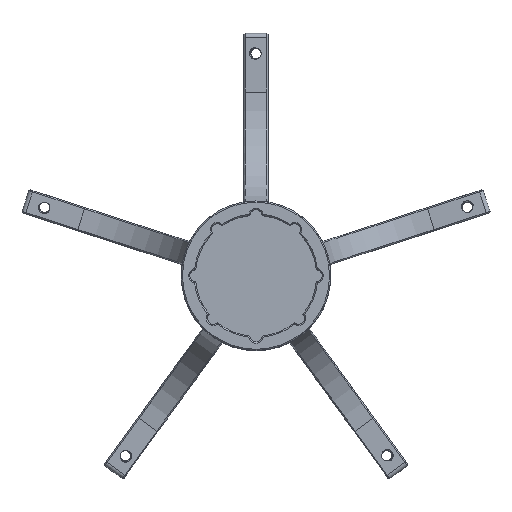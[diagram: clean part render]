
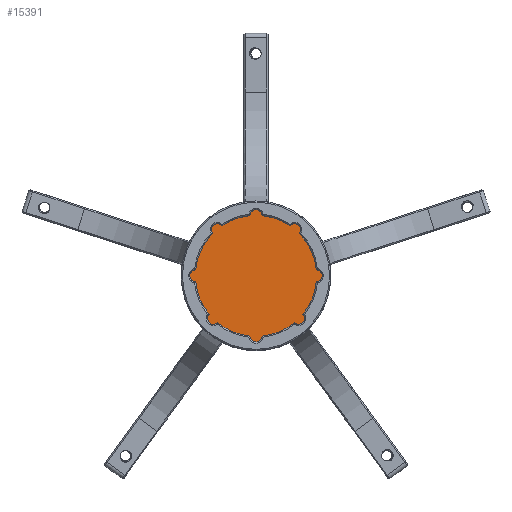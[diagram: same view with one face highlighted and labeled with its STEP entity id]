
A CAD part, top view. The second image highlights one B-rep face of the part: STEP entity #15391.
In plain terms, the highlighted planar face has unit normal (0, 0, 1).
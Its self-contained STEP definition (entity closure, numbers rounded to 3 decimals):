
#9676 = VERTEX_POINT('',#9677);
#9677 = CARTESIAN_POINT('',(21.484,20.939,0.));
#9683 = EDGE_CURVE('',#9684,#9676,#9686,.T.);
#9684 = VERTEX_POINT('',#9685);
#9685 = CARTESIAN_POINT('',(29.85,2.998,0.));
#9686 = CIRCLE('',#9687,30.);
#9687 = AXIS2_PLACEMENT_3D('',#9688,#9689,#9690);
#9688 = CARTESIAN_POINT('',(0.,0.,0.));
#9689 = DIRECTION('',(0.,0.,1.));
#9690 = DIRECTION('',(1.,0.,0.));
#9710 = VERTEX_POINT('',#9711);
#9711 = CARTESIAN_POINT('',(32.75,0.,0.));
#9717 = EDGE_CURVE('',#9710,#9684,#9718,.T.);
#9718 = CIRCLE('',#9719,3.);
#9719 = AXIS2_PLACEMENT_3D('',#9720,#9721,#9722);
#9720 = CARTESIAN_POINT('',(29.75,0.,0.));
#9721 = DIRECTION('',(0.,0.,1.));
#9722 = DIRECTION('',(1.,0.,0.));
#9733 = VERTEX_POINT('',#9734);
#9734 = CARTESIAN_POINT('',(22.123,22.79,0.));
#9742 = EDGE_CURVE('',#9676,#9733,#9743,.T.);
#9743 = CIRCLE('',#9744,3.);
#9744 = AXIS2_PLACEMENT_3D('',#9745,#9746,#9747);
#9745 = CARTESIAN_POINT('',(19.123,22.79,0.));
#9746 = DIRECTION('',(0.,0.,1.));
#9747 = DIRECTION('',(1.,0.,0.));
#9760 = VERTEX_POINT('',#9761);
#9761 = CARTESIAN_POINT('',(29.85,-2.998,0.));
#9767 = EDGE_CURVE('',#9760,#9710,#9768,.T.);
#9768 = CIRCLE('',#9769,3.);
#9769 = AXIS2_PLACEMENT_3D('',#9770,#9771,#9772);
#9770 = CARTESIAN_POINT('',(29.75,0.,0.));
#9771 = DIRECTION('',(0.,0.,1.));
#9772 = DIRECTION('',(1.,0.,0.));
#9783 = VERTEX_POINT('',#9784);
#9784 = CARTESIAN_POINT('',(16.89,24.794,0.));
#9792 = EDGE_CURVE('',#9733,#9783,#9793,.T.);
#9793 = CIRCLE('',#9794,3.);
#9794 = AXIS2_PLACEMENT_3D('',#9795,#9796,#9797);
#9795 = CARTESIAN_POINT('',(19.123,22.79,0.));
#9796 = DIRECTION('',(0.,0.,1.));
#9797 = DIRECTION('',(1.,0.,0.));
#9808 = EDGE_CURVE('',#9809,#9760,#9811,.T.);
#9809 = VERTEX_POINT('',#9810);
#9810 = CARTESIAN_POINT('',(23.227,-18.987,0.));
#9811 = CIRCLE('',#9812,30.);
#9812 = AXIS2_PLACEMENT_3D('',#9813,#9814,#9815);
#9813 = CARTESIAN_POINT('',(0.,0.,0.));
#9814 = DIRECTION('',(0.,0.,1.));
#9815 = DIRECTION('',(1.,0.,0.));
#9833 = VERTEX_POINT('',#9834);
#9834 = CARTESIAN_POINT('',(2.998,29.85,0.));
#9840 = EDGE_CURVE('',#9783,#9833,#9841,.T.);
#9841 = CIRCLE('',#9842,30.);
#9842 = AXIS2_PLACEMENT_3D('',#9843,#9844,#9845);
#9843 = CARTESIAN_POINT('',(0.,0.,0.));
#9844 = DIRECTION('',(0.,0.,1.));
#9845 = DIRECTION('',(1.,0.,0.));
#9860 = VERTEX_POINT('',#9861);
#9861 = CARTESIAN_POINT('',(24.036,-21.036,0.));
#9867 = EDGE_CURVE('',#9860,#9809,#9868,.T.);
#9868 = CIRCLE('',#9869,3.);
#9869 = AXIS2_PLACEMENT_3D('',#9870,#9871,#9872);
#9870 = CARTESIAN_POINT('',(21.036,-21.036,0.));
#9871 = DIRECTION('',(0.,0.,1.));
#9872 = DIRECTION('',(1.,0.,0.));
#9883 = VERTEX_POINT('',#9884);
#9884 = CARTESIAN_POINT('',(-2.998,29.85,0.));
#9892 = EDGE_CURVE('',#9833,#9883,#9893,.T.);
#9893 = CIRCLE('',#9894,3.);
#9894 = AXIS2_PLACEMENT_3D('',#9895,#9896,#9897);
#9895 = CARTESIAN_POINT('',(0.,29.75,0.));
#9896 = DIRECTION('',(0.,0.,1.));
#9897 = DIRECTION('',(1.,0.,0.));
#9910 = VERTEX_POINT('',#9911);
#9911 = CARTESIAN_POINT('',(18.987,-23.227,0.));
#9917 = EDGE_CURVE('',#9910,#9860,#9918,.T.);
#9918 = CIRCLE('',#9919,3.);
#9919 = AXIS2_PLACEMENT_3D('',#9920,#9921,#9922);
#9920 = CARTESIAN_POINT('',(21.036,-21.036,0.));
#9921 = DIRECTION('',(0.,0.,1.));
#9922 = DIRECTION('',(1.,0.,0.));
#9933 = VERTEX_POINT('',#9934);
#9934 = CARTESIAN_POINT('',(-16.89,24.794,0.));
#9940 = EDGE_CURVE('',#9883,#9933,#9941,.T.);
#9941 = CIRCLE('',#9942,30.);
#9942 = AXIS2_PLACEMENT_3D('',#9943,#9944,#9945);
#9943 = CARTESIAN_POINT('',(0.,0.,0.));
#9944 = DIRECTION('',(0.,0.,1.));
#9945 = DIRECTION('',(1.,0.,0.));
#9958 = EDGE_CURVE('',#9959,#9910,#9961,.T.);
#9959 = VERTEX_POINT('',#9960);
#9960 = CARTESIAN_POINT('',(2.998,-29.85,0.));
#9961 = CIRCLE('',#9962,30.);
#9962 = AXIS2_PLACEMENT_3D('',#9963,#9964,#9965);
#9963 = CARTESIAN_POINT('',(0.,0.,0.));
#9964 = DIRECTION('',(0.,0.,1.));
#9965 = DIRECTION('',(1.,0.,0.));
#9983 = VERTEX_POINT('',#9984);
#9984 = CARTESIAN_POINT('',(-21.484,20.939,0.));
#9992 = EDGE_CURVE('',#9933,#9983,#9993,.T.);
#9993 = CIRCLE('',#9994,3.);
#9994 = AXIS2_PLACEMENT_3D('',#9995,#9996,#9997);
#9995 = CARTESIAN_POINT('',(-19.123,22.79,0.));
#9996 = DIRECTION('',(0.,0.,1.));
#9997 = DIRECTION('',(1.,0.,0.));
#10010 = VERTEX_POINT('',#10011);
#10011 = CARTESIAN_POINT('',(-2.998,-29.85,0.));
#10017 = EDGE_CURVE('',#10010,#9959,#10018,.T.);
#10018 = CIRCLE('',#10019,3.);
#10019 = AXIS2_PLACEMENT_3D('',#10020,#10021,#10022);
#10020 = CARTESIAN_POINT('',(0.,-29.75,0.));
#10021 = DIRECTION('',(0.,0.,1.));
#10022 = DIRECTION('',(1.,0.,0.));
#10033 = VERTEX_POINT('',#10034);
#10034 = CARTESIAN_POINT('',(-29.85,2.998,0.));
#10040 = EDGE_CURVE('',#9983,#10033,#10041,.T.);
#10041 = CIRCLE('',#10042,30.);
#10042 = AXIS2_PLACEMENT_3D('',#10043,#10044,#10045);
#10043 = CARTESIAN_POINT('',(0.,0.,0.));
#10044 = DIRECTION('',(0.,0.,1.));
#10045 = DIRECTION('',(1.,0.,0.));
#10058 = EDGE_CURVE('',#10059,#10010,#10061,.T.);
#10059 = VERTEX_POINT('',#10060);
#10060 = CARTESIAN_POINT('',(-18.987,-23.227,0.));
#10061 = CIRCLE('',#10062,30.);
#10062 = AXIS2_PLACEMENT_3D('',#10063,#10064,#10065);
#10063 = CARTESIAN_POINT('',(0.,0.,0.));
#10064 = DIRECTION('',(0.,0.,1.));
#10065 = DIRECTION('',(1.,0.,0.));
#10083 = VERTEX_POINT('',#10084);
#10084 = CARTESIAN_POINT('',(-29.85,-2.998,0.));
#10092 = EDGE_CURVE('',#10033,#10083,#10093,.T.);
#10093 = CIRCLE('',#10094,3.);
#10094 = AXIS2_PLACEMENT_3D('',#10095,#10096,#10097);
#10095 = CARTESIAN_POINT('',(-29.75,0.,0.));
#10096 = DIRECTION('',(0.,0.,1.));
#10097 = DIRECTION('',(1.,0.,0.));
#10110 = VERTEX_POINT('',#10111);
#10111 = CARTESIAN_POINT('',(-23.227,-18.987,0.));
#10117 = EDGE_CURVE('',#10110,#10059,#10118,.T.);
#10118 = CIRCLE('',#10119,3.);
#10119 = AXIS2_PLACEMENT_3D('',#10120,#10121,#10122);
#10120 = CARTESIAN_POINT('',(-21.036,-21.036,0.));
#10121 = DIRECTION('',(0.,0.,1.));
#10122 = DIRECTION('',(1.,0.,0.));
#10133 = EDGE_CURVE('',#10083,#10110,#10134,.T.);
#10134 = CIRCLE('',#10135,30.);
#10135 = AXIS2_PLACEMENT_3D('',#10136,#10137,#10138);
#10136 = CARTESIAN_POINT('',(0.,0.,0.));
#10137 = DIRECTION('',(0.,0.,1.));
#10138 = DIRECTION('',(1.,0.,0.));
#15391 = ADVANCED_FACE('',(#15392),#15413,.T.);
#15392 = FACE_BOUND('',#15393,.T.);
#15393 = EDGE_LOOP('',(#15394,#15395,#15396,#15397,#15398,#15399,#15400,
    #15401,#15402,#15403,#15404,#15405,#15406,#15407,#15408,#15409,
    #15410,#15411,#15412));
#15394 = ORIENTED_EDGE('',*,*,#9717,.T.);
#15395 = ORIENTED_EDGE('',*,*,#9683,.T.);
#15396 = ORIENTED_EDGE('',*,*,#9742,.T.);
#15397 = ORIENTED_EDGE('',*,*,#9792,.T.);
#15398 = ORIENTED_EDGE('',*,*,#9840,.T.);
#15399 = ORIENTED_EDGE('',*,*,#9892,.T.);
#15400 = ORIENTED_EDGE('',*,*,#9940,.T.);
#15401 = ORIENTED_EDGE('',*,*,#9992,.T.);
#15402 = ORIENTED_EDGE('',*,*,#10040,.T.);
#15403 = ORIENTED_EDGE('',*,*,#10092,.T.);
#15404 = ORIENTED_EDGE('',*,*,#10133,.T.);
#15405 = ORIENTED_EDGE('',*,*,#10117,.T.);
#15406 = ORIENTED_EDGE('',*,*,#10058,.T.);
#15407 = ORIENTED_EDGE('',*,*,#10017,.T.);
#15408 = ORIENTED_EDGE('',*,*,#9958,.T.);
#15409 = ORIENTED_EDGE('',*,*,#9917,.T.);
#15410 = ORIENTED_EDGE('',*,*,#9867,.T.);
#15411 = ORIENTED_EDGE('',*,*,#9808,.T.);
#15412 = ORIENTED_EDGE('',*,*,#9767,.T.);
#15413 = PLANE('',#15414);
#15414 = AXIS2_PLACEMENT_3D('',#15415,#15416,#15417);
#15415 = CARTESIAN_POINT('',(0.,0.,0.));
#15416 = DIRECTION('',(0.,0.,1.));
#15417 = DIRECTION('',(1.,0.,0.));
